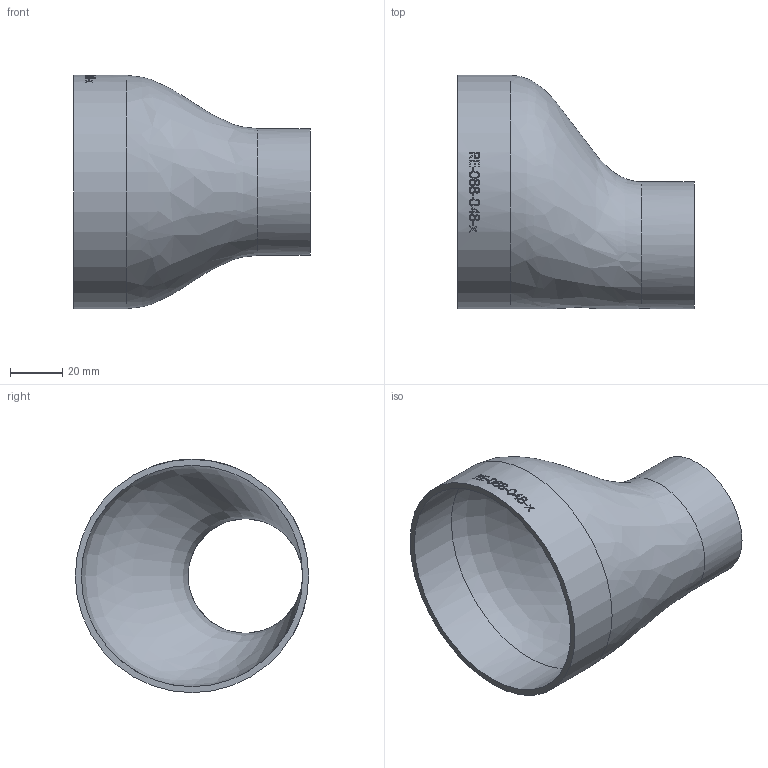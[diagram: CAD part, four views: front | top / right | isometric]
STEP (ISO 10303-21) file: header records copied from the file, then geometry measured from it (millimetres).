
FILE_DESCRIPTION (( 'STEP AP214' ), '1' );
FILE_NAME ('RE-088-048-x Reduzierung Exzenter 88,9x48,3x2,3x2,0 BL90 2101.STEP', '2021-01-02T11:12:43', ( '' ), ( '' ), 'SwSTEP 2.0', 'SolidWorks 2019', '' );
FILE_SCHEMA (( 'AUTOMOTIVE_DESIGN' ));
Length unit declared in the file: millimetre
Products named in the file (1): RE-088-048-x Reduzierung Exzenter 88,9x48,3x2,3x2,0 BL90 2101
Bounding box: 90 x 88.9 x 88.9 mm (x, y, z)
Volume: 46427.5 mm3; surface area: 41130.7 mm2
Topology: 1 solids, 1 shells, 166 faces, 428 edges, 285 vertices
Faces by surface type: bspline 89, plane 49, cylinder 27, cone 1
Full cylindrical faces by diameter (mm): 43.7 x1, 48.3 x1, 84.3 x1, 88.9 x1
Entity records: 21915 total; most frequent: CARTESIAN_POINT 17061, ORIENTED_EDGE 822, EDGE_CURVE 411, DIRECTION 352, VERTEX_POINT 277, B_SPLINE_CURVE_WITH_KNOTS 273, EDGE_LOOP 196, FACE_OUTER_BOUND 171
